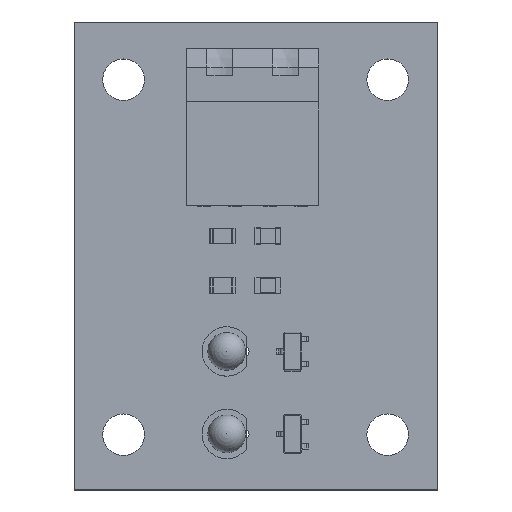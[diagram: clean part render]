
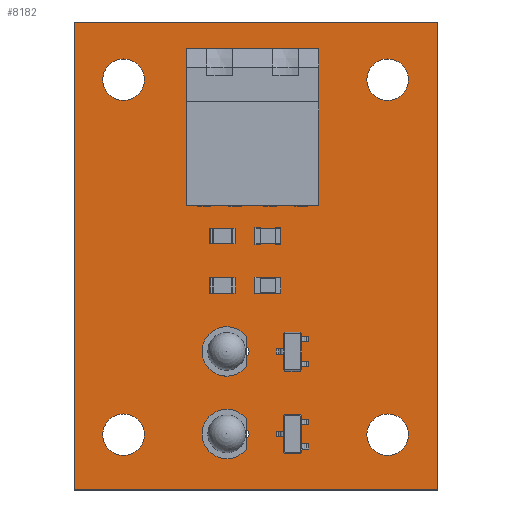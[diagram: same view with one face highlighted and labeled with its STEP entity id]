
A CAD part, top view. The second image highlights one B-rep face of the part: STEP entity #8182.
In plain terms, the highlighted planar face has unit normal (0, 0, 1).
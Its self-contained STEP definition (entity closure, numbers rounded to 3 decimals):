
#7960 = VERTEX_POINT('',#7961);
#7961 = CARTESIAN_POINT('',(28.,-36.,1.6));
#7967 = EDGE_CURVE('',#7960,#7968,#7970,.T.);
#7968 = VERTEX_POINT('',#7969);
#7969 = CARTESIAN_POINT('',(0.,-36.,1.6));
#7970 = LINE('',#7971,#7972);
#7971 = CARTESIAN_POINT('',(28.,-36.,1.6));
#7972 = VECTOR('',#7973,1.);
#7973 = DIRECTION('',(-1.,0.,0.));
#8000 = VERTEX_POINT('',#8001);
#8001 = CARTESIAN_POINT('',(28.,0.,1.6));
#8007 = EDGE_CURVE('',#8000,#7960,#8008,.T.);
#8008 = LINE('',#8009,#8010);
#8009 = CARTESIAN_POINT('',(28.,0.,1.6));
#8010 = VECTOR('',#8011,1.);
#8011 = DIRECTION('',(0.,-1.,0.));
#8029 = EDGE_CURVE('',#7968,#8030,#8032,.T.);
#8030 = VERTEX_POINT('',#8031);
#8031 = CARTESIAN_POINT('',(0.,0.,1.6));
#8032 = LINE('',#8033,#8034);
#8033 = CARTESIAN_POINT('',(0.,-36.,1.6));
#8034 = VECTOR('',#8035,1.);
#8035 = DIRECTION('',(0.,1.,0.));
#8182 = ADVANCED_FACE('',(#8183,#8194,#8205,#8216,#8227,#8238,#8249,
    #8260,#8271,#8282,#8293),#8304,.T.);
#8183 = FACE_BOUND('',#8184,.T.);
#8184 = EDGE_LOOP('',(#8185,#8186,#8187,#8193));
#8185 = ORIENTED_EDGE('',*,*,#7967,.F.);
#8186 = ORIENTED_EDGE('',*,*,#8007,.F.);
#8187 = ORIENTED_EDGE('',*,*,#8188,.F.);
#8188 = EDGE_CURVE('',#8030,#8000,#8189,.T.);
#8189 = LINE('',#8190,#8191);
#8190 = CARTESIAN_POINT('',(0.,0.,1.6));
#8191 = VECTOR('',#8192,1.);
#8192 = DIRECTION('',(1.,0.,0.));
#8193 = ORIENTED_EDGE('',*,*,#8029,.F.);
#8194 = FACE_BOUND('',#8195,.T.);
#8195 = EDGE_LOOP('',(#8196));
#8196 = ORIENTED_EDGE('',*,*,#8197,.T.);
#8197 = EDGE_CURVE('',#8198,#8198,#8200,.T.);
#8198 = VERTEX_POINT('',#8199);
#8199 = CARTESIAN_POINT('',(3.81,-33.35,1.6));
#8200 = CIRCLE('',#8201,1.6);
#8201 = AXIS2_PLACEMENT_3D('',#8202,#8203,#8204);
#8202 = CARTESIAN_POINT('',(3.81,-31.75,1.6));
#8203 = DIRECTION('',(-0.,0.,-1.));
#8204 = DIRECTION('',(-0.,-1.,0.));
#8205 = FACE_BOUND('',#8206,.T.);
#8206 = EDGE_LOOP('',(#8207));
#8207 = ORIENTED_EDGE('',*,*,#8208,.T.);
#8208 = EDGE_CURVE('',#8209,#8209,#8211,.T.);
#8209 = VERTEX_POINT('',#8210);
#8210 = CARTESIAN_POINT('',(10.475,-32.15,1.6));
#8211 = CIRCLE('',#8212,0.45);
#8212 = AXIS2_PLACEMENT_3D('',#8213,#8214,#8215);
#8213 = CARTESIAN_POINT('',(10.475,-31.7,1.6));
#8214 = DIRECTION('',(-0.,0.,-1.));
#8215 = DIRECTION('',(0.,-1.,0.));
#8216 = FACE_BOUND('',#8217,.T.);
#8217 = EDGE_LOOP('',(#8218));
#8218 = ORIENTED_EDGE('',*,*,#8219,.T.);
#8219 = EDGE_CURVE('',#8220,#8220,#8222,.T.);
#8220 = VERTEX_POINT('',#8221);
#8221 = CARTESIAN_POINT('',(13.015,-32.15,1.6));
#8222 = CIRCLE('',#8223,0.45);
#8223 = AXIS2_PLACEMENT_3D('',#8224,#8225,#8226);
#8224 = CARTESIAN_POINT('',(13.015,-31.7,1.6));
#8225 = DIRECTION('',(-0.,0.,-1.));
#8226 = DIRECTION('',(-0.,-1.,0.));
#8227 = FACE_BOUND('',#8228,.T.);
#8228 = EDGE_LOOP('',(#8229));
#8229 = ORIENTED_EDGE('',*,*,#8230,.T.);
#8230 = EDGE_CURVE('',#8231,#8231,#8233,.T.);
#8231 = VERTEX_POINT('',#8232);
#8232 = CARTESIAN_POINT('',(10.475,-25.8,1.6));
#8233 = CIRCLE('',#8234,0.45);
#8234 = AXIS2_PLACEMENT_3D('',#8235,#8236,#8237);
#8235 = CARTESIAN_POINT('',(10.475,-25.35,1.6));
#8236 = DIRECTION('',(-0.,0.,-1.));
#8237 = DIRECTION('',(0.,-1.,0.));
#8238 = FACE_BOUND('',#8239,.T.);
#8239 = EDGE_LOOP('',(#8240));
#8240 = ORIENTED_EDGE('',*,*,#8241,.T.);
#8241 = EDGE_CURVE('',#8242,#8242,#8244,.T.);
#8242 = VERTEX_POINT('',#8243);
#8243 = CARTESIAN_POINT('',(13.015,-25.8,1.6));
#8244 = CIRCLE('',#8245,0.45);
#8245 = AXIS2_PLACEMENT_3D('',#8246,#8247,#8248);
#8246 = CARTESIAN_POINT('',(13.015,-25.35,1.6));
#8247 = DIRECTION('',(-0.,0.,-1.));
#8248 = DIRECTION('',(-0.,-1.,0.));
#8249 = FACE_BOUND('',#8250,.T.);
#8250 = EDGE_LOOP('',(#8251));
#8251 = ORIENTED_EDGE('',*,*,#8252,.T.);
#8252 = EDGE_CURVE('',#8253,#8253,#8255,.T.);
#8253 = VERTEX_POINT('',#8254);
#8254 = CARTESIAN_POINT('',(24.13,-33.35,1.6));
#8255 = CIRCLE('',#8256,1.6);
#8256 = AXIS2_PLACEMENT_3D('',#8257,#8258,#8259);
#8257 = CARTESIAN_POINT('',(24.13,-31.75,1.6));
#8258 = DIRECTION('',(-0.,0.,-1.));
#8259 = DIRECTION('',(0.,-1.,0.));
#8260 = FACE_BOUND('',#8261,.T.);
#8261 = EDGE_LOOP('',(#8262));
#8262 = ORIENTED_EDGE('',*,*,#8263,.T.);
#8263 = EDGE_CURVE('',#8264,#8264,#8266,.T.);
#8264 = VERTEX_POINT('',#8265);
#8265 = CARTESIAN_POINT('',(11.208,-13.413,1.6));
#8266 = CIRCLE('',#8267,0.85);
#8267 = AXIS2_PLACEMENT_3D('',#8268,#8269,#8270);
#8268 = CARTESIAN_POINT('',(11.208,-12.563,1.6));
#8269 = DIRECTION('',(-0.,0.,-1.));
#8270 = DIRECTION('',(-0.,-1.,0.));
#8271 = FACE_BOUND('',#8272,.T.);
#8272 = EDGE_LOOP('',(#8273));
#8273 = ORIENTED_EDGE('',*,*,#8274,.T.);
#8274 = EDGE_CURVE('',#8275,#8275,#8277,.T.);
#8275 = VERTEX_POINT('',#8276);
#8276 = CARTESIAN_POINT('',(3.81,-6.045,1.6));
#8277 = CIRCLE('',#8278,1.6);
#8278 = AXIS2_PLACEMENT_3D('',#8279,#8280,#8281);
#8279 = CARTESIAN_POINT('',(3.81,-4.445,1.6));
#8280 = DIRECTION('',(-0.,0.,-1.));
#8281 = DIRECTION('',(-0.,-1.,0.));
#8282 = FACE_BOUND('',#8283,.T.);
#8283 = EDGE_LOOP('',(#8284));
#8284 = ORIENTED_EDGE('',*,*,#8285,.T.);
#8285 = EDGE_CURVE('',#8286,#8286,#8288,.T.);
#8286 = VERTEX_POINT('',#8287);
#8287 = CARTESIAN_POINT('',(16.288,-13.413,1.6));
#8288 = CIRCLE('',#8289,0.85);
#8289 = AXIS2_PLACEMENT_3D('',#8290,#8291,#8292);
#8290 = CARTESIAN_POINT('',(16.288,-12.563,1.6));
#8291 = DIRECTION('',(-0.,0.,-1.));
#8292 = DIRECTION('',(-0.,-1.,0.));
#8293 = FACE_BOUND('',#8294,.T.);
#8294 = EDGE_LOOP('',(#8295));
#8295 = ORIENTED_EDGE('',*,*,#8296,.T.);
#8296 = EDGE_CURVE('',#8297,#8297,#8299,.T.);
#8297 = VERTEX_POINT('',#8298);
#8298 = CARTESIAN_POINT('',(24.13,-6.045,1.6));
#8299 = CIRCLE('',#8300,1.6);
#8300 = AXIS2_PLACEMENT_3D('',#8301,#8302,#8303);
#8301 = CARTESIAN_POINT('',(24.13,-4.445,1.6));
#8302 = DIRECTION('',(-0.,0.,-1.));
#8303 = DIRECTION('',(0.,-1.,0.));
#8304 = PLANE('',#8305);
#8305 = AXIS2_PLACEMENT_3D('',#8306,#8307,#8308);
#8306 = CARTESIAN_POINT('',(0.,0.,1.6));
#8307 = DIRECTION('',(0.,0.,1.));
#8308 = DIRECTION('',(1.,0.,-0.));
